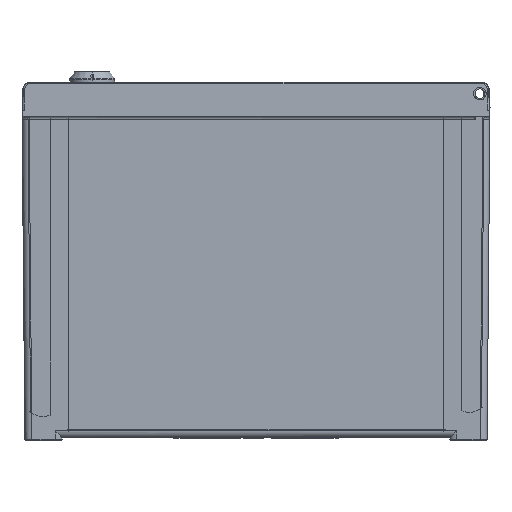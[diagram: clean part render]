
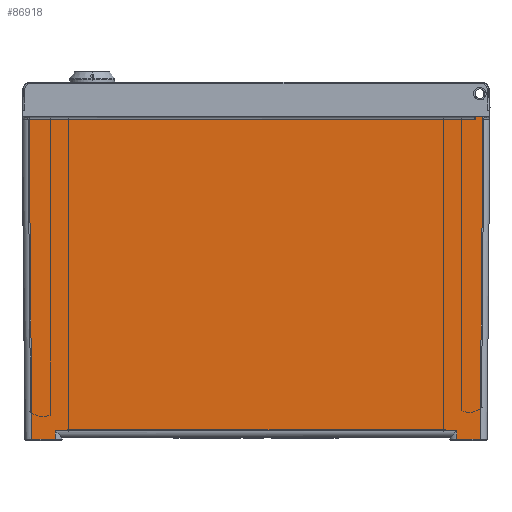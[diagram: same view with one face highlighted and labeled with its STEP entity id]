
A CAD part, front view. The second image highlights one B-rep face of the part: STEP entity #86918.
In plain terms, the highlighted face is planar.
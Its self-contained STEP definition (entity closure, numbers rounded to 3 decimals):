
#2484=CARTESIAN_POINT('',(-385.216,-1.017,
128.723));
#2509=CARTESIAN_POINT('',(-385.311,4.421,128.628));
#2521=DIRECTION('',(0.,0.,1.));
#2522=VECTOR('',#2521,257.257);
#2523=CARTESIAN_POINT('',(-385.311,4.421,
-128.628));
#2524=LINE('',#2523,#2522);
#2534=CARTESIAN_POINT('',(-385.216,-1.017,
-128.723));
#2539=DIRECTION('',(-0.017,1.,0.017));
#2540=VECTOR('',#2539,5.441);
#2541=CARTESIAN_POINT('',(-385.216,-1.017,
-128.723));
#2542=LINE('',#2541,#2540);
#2546=CARTESIAN_POINT('',(-385.311,4.421,
-128.628));
#31811=CARTESIAN_POINT('',(-388.796,204.058,
145.509));
#31827=DIRECTION('',(-0.017,1.,-0.014));
#31828=VECTOR('',#31827,9.944);
#31829=CARTESIAN_POINT('',(-388.796,204.058,
145.509));
#31830=LINE('',#31829,#31828);
#31844=DIRECTION('',(-0.017,1.,0.017));
#31845=VECTOR('',#31844,9.968);
#31846=CARTESIAN_POINT('',(-388.796,204.035,
140.971));
#31847=LINE('',#31846,#31845);
#31851=DIRECTION('',(0.,0.,1.));
#31852=VECTOR('',#31851,4.221);
#31853=CARTESIAN_POINT('',(-388.97,214.,
141.145));
#31854=LINE('',#31853,#31852);
#31858=DIRECTION('',(0.017,-1.,-0.009));
#31859=VECTOR('',#31858,205.115);
#31860=CARTESIAN_POINT('',(-388.796,204.058,
145.509));
#31861=LINE('',#31860,#31859);
#31865=DIRECTION('',(-0.017,1.,-0.017));
#31866=VECTOR('',#31865,5.441);
#31867=CARTESIAN_POINT('',(-385.216,-1.017,
128.723));
#31868=LINE('',#31867,#31866);
#31872=DIRECTION('',(-0.017,1.,-0.009));
#31873=VECTOR('',#31872,205.091);
#31874=CARTESIAN_POINT('',(-385.217,-1.017,
-143.659));
#31875=LINE('',#31874,#31873);
#31939=DIRECTION('',(0.,0.,-1.));
#31940=VECTOR('',#31939,286.419);
#31941=CARTESIAN_POINT('',(-388.796,204.035,
140.971));
#31942=LINE('',#31941,#31940);
#32187=CARTESIAN_POINT('',(-385.217,-1.017,
-143.659));
#32252=DIRECTION('',(0.,0.,1.));
#32253=VECTOR('',#32252,14.936);
#32254=CARTESIAN_POINT('',(-385.216,-1.017,
128.723));
#32255=LINE('',#32254,#32253);
#32282=DIRECTION('',(0.,0.,1.));
#32283=VECTOR('',#32282,14.936);
#32284=CARTESIAN_POINT('',(-385.217,-1.017,
-143.659));
#32285=LINE('',#32284,#32283);
#37332=VERTEX_POINT('',#2484);
#37339=VERTEX_POINT('',#2509);
#37340=VERTEX_POINT('',#2546);
#37342=VERTEX_POINT('',#2534);
#37394=VERTEX_POINT('',#32187);
#40746=VERTEX_POINT('',#31811);
#40747=CARTESIAN_POINT('',(-388.97,214.,
145.365));
#40748=VERTEX_POINT('',#40747);
#40750=CARTESIAN_POINT('',(-388.796,204.035,
140.971));
#40751=CARTESIAN_POINT('',(-388.97,214.,
141.145));
#40752=VERTEX_POINT('',#40750);
#40753=VERTEX_POINT('',#40751);
#40754=CARTESIAN_POINT('',(-385.217,-1.017,
143.659));
#40755=VERTEX_POINT('',#40754);
#40756=CARTESIAN_POINT('',(-388.796,204.035,
-145.448));
#40757=VERTEX_POINT('',#40756);
#86893=CARTESIAN_POINT('',(-388.83,206.,-160.612));
#86894=DIRECTION('',(-1.,-0.017,0.));
#86895=DIRECTION('',(0.,0.,-1.));
#86896=AXIS2_PLACEMENT_3D('',#86893,#86894,#86895);
#86897=PLANE('',#86896);
#86899=ORIENTED_EDGE('',*,*,#86898,.T.);
#86901=ORIENTED_EDGE('',*,*,#86900,.T.);
#86902=ORIENTED_EDGE('',*,*,#86877,.F.);
#86904=ORIENTED_EDGE('',*,*,#86903,.T.);
#86906=ORIENTED_EDGE('',*,*,#86905,.F.);
#86907=ORIENTED_EDGE('',*,*,#42488,.T.);
#86908=ORIENTED_EDGE('',*,*,#42508,.F.);
#86909=ORIENTED_EDGE('',*,*,#42528,.F.);
#86911=ORIENTED_EDGE('',*,*,#86910,.F.);
#86913=ORIENTED_EDGE('',*,*,#86912,.T.);
#86915=ORIENTED_EDGE('',*,*,#86914,.F.);
#86916=EDGE_LOOP('',(#86899,#86901,#86902,#86904,#86906,#86907,#86908,#86909,
#86911,#86913,#86915));
#86917=FACE_OUTER_BOUND('',#86916,.F.);
#42488=EDGE_CURVE('',#37332,#37339,#31868,.T.);
#42508=EDGE_CURVE('',#37340,#37339,#2524,.T.);
#42528=EDGE_CURVE('',#37342,#37340,#2542,.T.);
#86877=EDGE_CURVE('',#40746,#40748,#31830,.T.);
#86898=EDGE_CURVE('',#40752,#40753,#31847,.T.);
#86900=EDGE_CURVE('',#40753,#40748,#31854,.T.);
#86903=EDGE_CURVE('',#40746,#40755,#31861,.T.);
#86905=EDGE_CURVE('',#37332,#40755,#32255,.T.);
#86910=EDGE_CURVE('',#37394,#37342,#32285,.T.);
#86912=EDGE_CURVE('',#37394,#40757,#31875,.T.);
#86914=EDGE_CURVE('',#40752,#40757,#31942,.T.);
#86918=ADVANCED_FACE('',(#86917),#86897,.T.);
